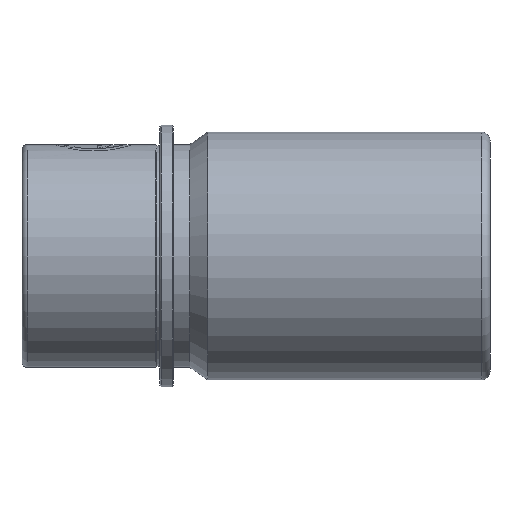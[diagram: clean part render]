
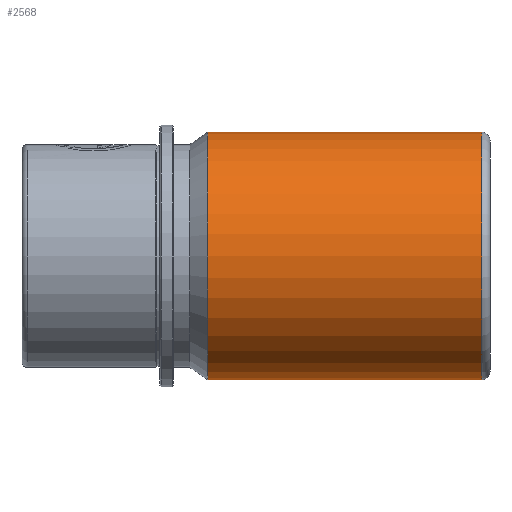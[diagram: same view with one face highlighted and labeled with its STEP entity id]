
A CAD part, left-side view. The second image highlights one B-rep face of the part: STEP entity #2568.
In plain terms, the highlighted cylindrical face has radius 45 mm (diameter 90 mm), a partial arc.
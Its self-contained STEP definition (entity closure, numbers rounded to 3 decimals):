
#244 = FACE_OUTER_BOUND ( 'NONE', #1820, .T. ) ;
#340 = DIRECTION ( 'NONE',  ( 0., 0., -1. ) ) ;
#352 = AXIS2_PLACEMENT_3D ( 'NONE', #792, #2493, #1263 ) ;
#430 = ORIENTED_EDGE ( 'NONE', *, *, #2946, .T. ) ;
#486 = ORIENTED_EDGE ( 'NONE', *, *, #2082, .F. ) ;
#511 = DIRECTION ( 'NONE',  ( 0., -1., 0. ) ) ;
#766 = CARTESIAN_POINT ( 'NONE',  ( -11., 0., 0. ) ) ;
#792 = CARTESIAN_POINT ( 'NONE',  ( -11., 34.266, 0. ) ) ;
#797 = DIRECTION ( 'NONE',  ( 0., 0., -1. ) ) ;
#811 = CIRCLE ( 'NONE', #2918, 45. ) ;
#863 = DIRECTION ( 'NONE',  ( 0., -1., 0. ) ) ;
#1001 = ORIENTED_EDGE ( 'NONE', *, *, #2427, .T. ) ;
#1041 = DIRECTION ( 'NONE',  ( 0., -1., 0. ) ) ;
#1093 = VERTEX_POINT ( 'NONE', #2800 ) ;
#1106 = VERTEX_POINT ( 'NONE', #1799 ) ;
#1263 = DIRECTION ( 'NONE',  ( 0., 0., -1. ) ) ;
#1295 = ORIENTED_EDGE ( 'NONE', *, *, #2426, .F. ) ;
#1362 = VECTOR ( 'NONE', #511, 1000. ) ;
#1482 = VERTEX_POINT ( 'NONE', #1928 ) ;
#1663 = AXIS2_PLACEMENT_3D ( 'NONE', #766, #1041, #797 ) ;
#1799 = CARTESIAN_POINT ( 'NONE',  ( -11., -65.308, -45. ) ) ;
#1801 = CARTESIAN_POINT ( 'NONE',  ( -11., -65.308, 0. ) ) ;
#1820 = EDGE_LOOP ( 'NONE', ( #486, #430, #1001, #1295 ) ) ;
#1869 = VERTEX_POINT ( 'NONE', #2571 ) ;
#1928 = CARTESIAN_POINT ( 'NONE',  ( -11., 34.266, -45. ) ) ;
#1944 = CARTESIAN_POINT ( 'NONE',  ( -11., 0., 45. ) ) ;
#2082 = EDGE_CURVE ( 'NONE', #1869, #1093, #2624, .T. ) ;
#2327 = CARTESIAN_POINT ( 'NONE',  ( -11., 0., -45. ) ) ;
#2388 = CIRCLE ( 'NONE', #352, 45. ) ;
#2426 = EDGE_CURVE ( 'NONE', #1093, #1106, #811, .T. ) ;
#2427 = EDGE_CURVE ( 'NONE', #1482, #1106, #2783, .T. ) ;
#2493 = DIRECTION ( 'NONE',  ( 0., -1., 0. ) ) ;
#2568 = ADVANCED_FACE ( 'NONE', ( #244 ), #2962, .T. ) ;
#2571 = CARTESIAN_POINT ( 'NONE',  ( -11., 34.266, 45. ) ) ;
#2624 = LINE ( 'NONE', #1944, #1362 ) ;
#2704 = VECTOR ( 'NONE', #863, 1000. ) ;
#2783 = LINE ( 'NONE', #2327, #2704 ) ;
#2800 = CARTESIAN_POINT ( 'NONE',  ( -11., -65.308, 45. ) ) ;
#2918 = AXIS2_PLACEMENT_3D ( 'NONE', #1801, #3065, #340 ) ;
#2946 = EDGE_CURVE ( 'NONE', #1869, #1482, #2388, .T. ) ;
#2962 = CYLINDRICAL_SURFACE ( 'NONE', #1663, 45. ) ;
#3065 = DIRECTION ( 'NONE',  ( 0., -1., 0. ) ) ;
